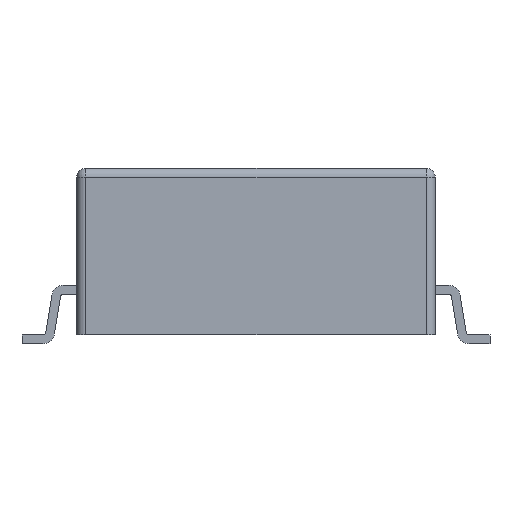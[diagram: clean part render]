
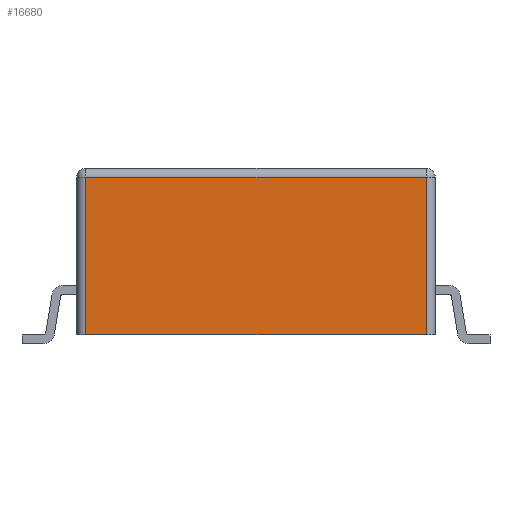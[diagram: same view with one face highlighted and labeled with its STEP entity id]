
A CAD part, left-side view. The second image highlights one B-rep face of the part: STEP entity #16680.
In plain terms, the highlighted planar face has unit normal (-1, 0, 0).
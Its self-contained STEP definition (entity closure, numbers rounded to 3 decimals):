
#3 = CARTESIAN_POINT ( 'NONE',  ( -8.9, 6.125, -1.7 ) ) ;
#442 = VERTEX_POINT ( 'NONE', #3906 ) ;
#970 = CARTESIAN_POINT ( 'NONE',  ( -8.9, 5.825, 3.7 ) ) ;
#2841 = DIRECTION ( 'NONE',  ( -1., 0., 0. ) ) ;
#3134 = DIRECTION ( 'NONE',  ( 0., 0., 1. ) ) ;
#3906 = CARTESIAN_POINT ( 'NONE',  ( -8.9, 5.825, -1.7 ) ) ;
#4240 = VERTEX_POINT ( 'NONE', #970 ) ;
#4948 = EDGE_LOOP ( 'NONE', ( #20189, #6225, #26261, #9850 ) ) ;
#5691 = DIRECTION ( 'NONE',  ( 0., 0., 1. ) ) ;
#5729 = AXIS2_PLACEMENT_3D ( 'NONE', #17262, #2841, #3134 ) ;
#6225 = ORIENTED_EDGE ( 'NONE', *, *, #17474, .T. ) ;
#7296 = VERTEX_POINT ( 'NONE', #13931 ) ;
#7411 = PLANE ( 'NONE',  #5729 ) ;
#9850 = ORIENTED_EDGE ( 'NONE', *, *, #12186, .T. ) ;
#9989 = DIRECTION ( 'NONE',  ( 0., -1., 0. ) ) ;
#10186 = VECTOR ( 'NONE', #13932, 1000. ) ;
#10603 = EDGE_CURVE ( 'NONE', #13230, #4240, #25532, .T. ) ;
#11270 = VECTOR ( 'NONE', #9989, 1000. ) ;
#12020 = EDGE_CURVE ( 'NONE', #442, #7296, #26372, .T. ) ;
#12186 = EDGE_CURVE ( 'NONE', #4240, #442, #22308, .T. ) ;
#13230 = VERTEX_POINT ( 'NONE', #21713 ) ;
#13931 = CARTESIAN_POINT ( 'NONE',  ( -8.9, -5.825, -1.7 ) ) ;
#13932 = DIRECTION ( 'NONE',  ( 0., 1., 0. ) ) ;
#15393 = LINE ( 'NONE', #17778, #27569 ) ;
#16488 = CARTESIAN_POINT ( 'NONE',  ( -8.9, 6.125, 3.7 ) ) ;
#16680 = ADVANCED_FACE ( 'NONE', ( #22321 ), #7411, .T. ) ;
#17262 = CARTESIAN_POINT ( 'NONE',  ( -8.9, 6.125, -1.7 ) ) ;
#17474 = EDGE_CURVE ( 'NONE', #7296, #13230, #15393, .T. ) ;
#17778 = CARTESIAN_POINT ( 'NONE',  ( -8.9, -5.825, -1.7 ) ) ;
#19076 = DIRECTION ( 'NONE',  ( 0., 0., -1. ) ) ;
#20189 = ORIENTED_EDGE ( 'NONE', *, *, #12020, .T. ) ;
#21444 = VECTOR ( 'NONE', #19076, 1000. ) ;
#21713 = CARTESIAN_POINT ( 'NONE',  ( -8.9, -5.825, 3.7 ) ) ;
#22308 = LINE ( 'NONE', #29601, #21444 ) ;
#22321 = FACE_OUTER_BOUND ( 'NONE', #4948, .T. ) ;
#25532 = LINE ( 'NONE', #16488, #10186 ) ;
#26261 = ORIENTED_EDGE ( 'NONE', *, *, #10603, .T. ) ;
#26372 = LINE ( 'NONE', #3, #11270 ) ;
#27569 = VECTOR ( 'NONE', #5691, 1000. ) ;
#29601 = CARTESIAN_POINT ( 'NONE',  ( -8.9, 5.825, -1.7 ) ) ;
